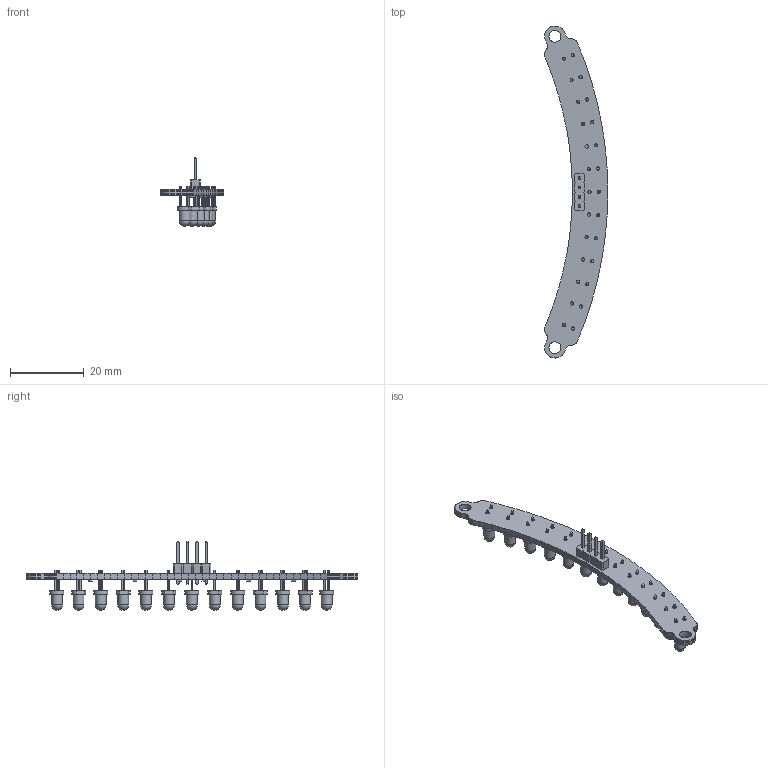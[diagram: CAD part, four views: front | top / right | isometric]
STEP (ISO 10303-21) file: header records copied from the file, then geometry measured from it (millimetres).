
FILE_DESCRIPTION(('KiCad electronic assembly'),'2;1');
FILE_NAME('Side_Line.step','2024-06-19T23:12:14',('Pcbnew'),('Kicad'), 'Open CASCADE STEP processor 7.7','KiCad to STEP converter','Unknown' );
FILE_SCHEMA(('AUTOMOTIVE_DESIGN { 1 0 10303 214 1 1 1 1 }'));
Length unit declared in the file: millimetre
Products named in the file (8): Side_Line 1; PinHeader_1x04_P2.54mm_Vertical; SOLID; LED_D3.0mm_Clear; R_0603_1608Metric; Side_Line PCB
Assembly tree (25 placements, depth 3):
  Side_Line 1
    PinHeader_1x04_P2.54mm_Vertical
      SOLID
    LED_D3.0mm_Clear  x13
      SOLID
    R_0603_1608Metric  x7
      SOLID
    Side_Line PCB
Bounding box: 17.2 x 89.83 x 18.54 mm (x, y, z)
Volume: 1865.4 mm3; surface area: 3401.5 mm2
Topology: 22 solids, 22 shells, 716 faces, 1841 edges, 1203 vertices
Faces by surface type: plane 593, cylinder 110, sphere 13
Full cylindrical faces by diameter (mm): 0.9 x26, 2.9 x13, 3.2 x2
Entity records: 26300 total; most frequent: CARTESIAN_POINT 4561, DIRECTION 3832, LINE 2881, VECTOR 2881, ORIENTED_EDGE 2024, PCURVE 2024, DEFINITIONAL_REPRESENTATION 2024, EDGE_CURVE 1012
